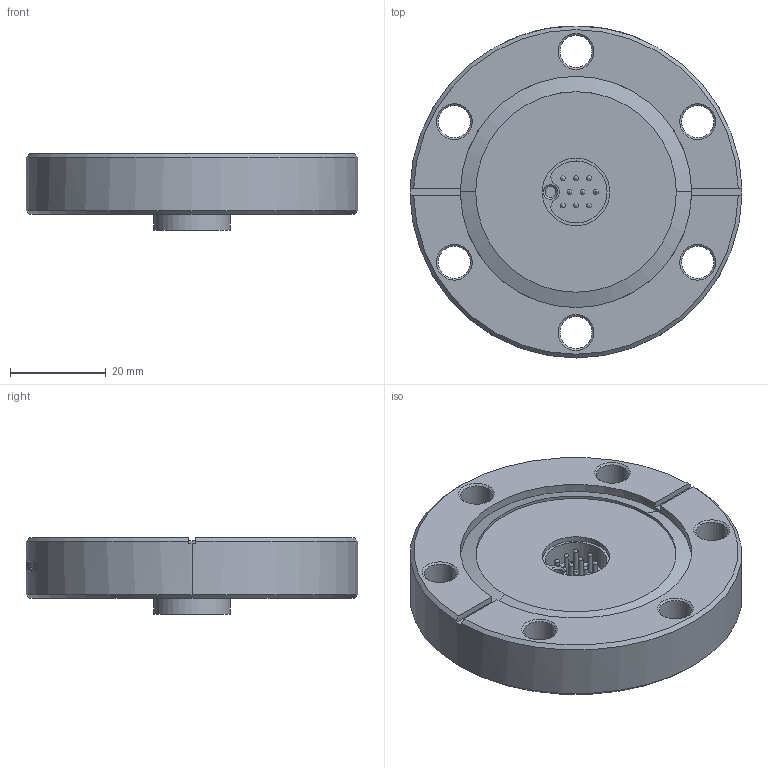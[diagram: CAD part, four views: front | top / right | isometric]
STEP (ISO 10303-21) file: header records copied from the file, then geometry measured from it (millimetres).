
FILE_DESCRIPTION(/* description */ ('Alibre Inc.'),/* implementation_level */ '2;1');
FILE_NAME(/* name */ 'export0',/* time_stamp */ '2009-04-28T11:46:07-07:00',/* author */ (''),/* organization */ (''),/* preprocessor_version */ 'ST-DEVELOPER v10',/* originating_system */ 'Alibre',/* authorisation */ '');
FILE_SCHEMA (('CONFIG_CONTROL_DESIGN'));
Length unit declared in the file: centimetre
Products named in the file (1): ID_1
Bounding box: 69.34 x 69.34 x 16 mm (x, y, z)
Volume: 41936.4 mm3; surface area: 12695.2 mm2
Topology: 1 solids, 1 shells, 418 faces, 1065 edges, 701 vertices
Faces by surface type: plane 148, bspline 143, cylinder 77, cone 32, torus 18
Full cylindrical faces by diameter (mm): 0.991 x18, 2.261 x2, 14.122 x1, 15.926 x1
Entity records: 63506 total; most frequent: CARTESIAN_POINT 54860, ORIENTED_EDGE 2008, DIRECTION 1190, EDGE_CURVE 1004, VERTEX_POINT 682, AXIS2_PLACEMENT_3D 531, EDGE_LOOP 524, FACE_BOUND 524
